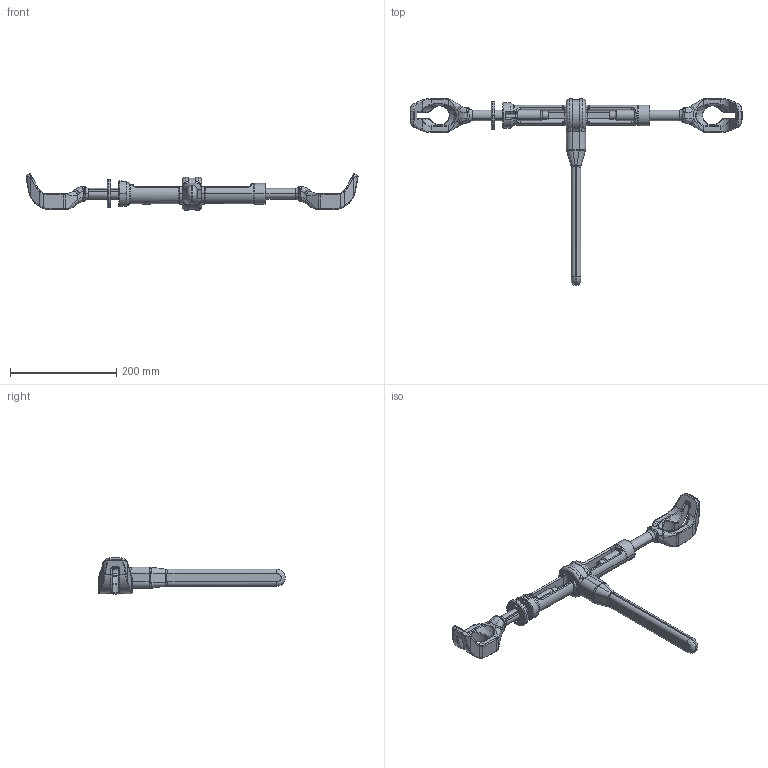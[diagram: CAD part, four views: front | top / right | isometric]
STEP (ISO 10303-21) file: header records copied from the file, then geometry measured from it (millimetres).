
FILE_DESCRIPTION((''),'2;1');
FILE_NAME('001-M33787-P-2_ASM','2013-07-10T',('Andreas.Wendler'),(''),'PRO/ENGINEER BY PARAMETRIC TECHNOLOGY CORPORATION, 2010140','PRO/ENGINEER BY PARAMETRIC TECHNOLOGY CORPORATION, 2010140','');
FILE_SCHEMA(('CONFIG_CONTROL_DESIGN'));
Length unit declared in the file: millimetre
Products named in the file (6): 001-M33792-P-2; 001-M33831-P-2; 001-M34722-P-1; 001-M34722-P-2; 001-M34240-P-3; 001-M33787-P-2_ASM
Assembly tree (5 placements, depth 2):
  001-M33787-P-2_ASM
    001-M33792-P-2
    001-M33831-P-2
    001-M34722-P-1
    001-M34722-P-2
    001-M34240-P-3
Bounding box: 625.05 x 351.5 x 68.42 mm (x, y, z)
Volume: 783991.3 mm3; surface area: 159853.5 mm2
Topology: 5 solids, 5 shells, 655 faces, 1574 edges, 926 vertices
Faces by surface type: bspline 260, cylinder 197, plane 120, torus 53, cone 15, sphere 10
Entity records: 34357 total; most frequent: CARTESIAN_POINT 20711, ORIENTED_EDGE 3148, DIRECTION 2453, EDGE_CURVE 1574, AXIS2_PLACEMENT_3D 1005, VERTEX_POINT 926, EDGE_LOOP 672, FACE_OUTER_BOUND 655
